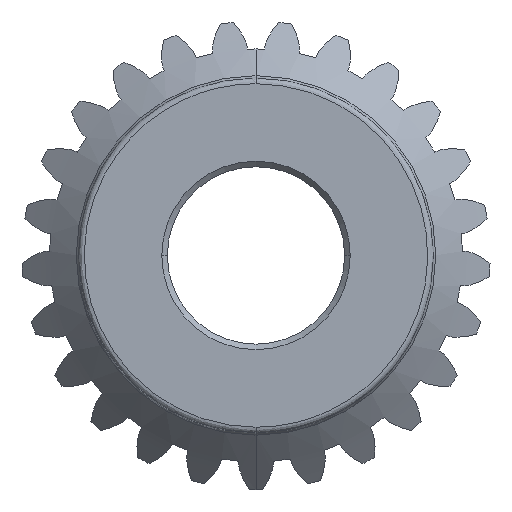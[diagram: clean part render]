
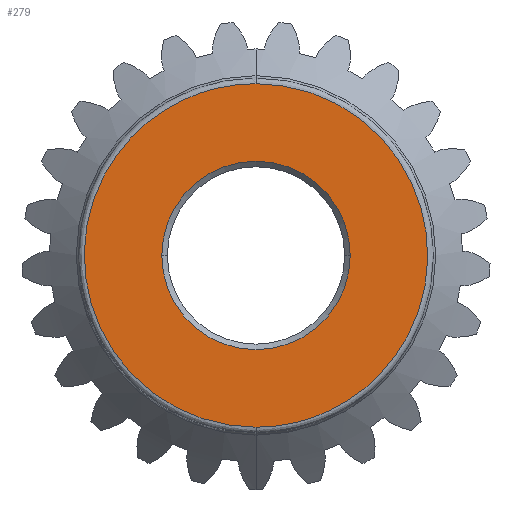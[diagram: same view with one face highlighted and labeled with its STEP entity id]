
A CAD part, front view. The second image highlights one B-rep face of the part: STEP entity #279.
In plain terms, the highlighted planar face has unit normal (0, -1, 0).
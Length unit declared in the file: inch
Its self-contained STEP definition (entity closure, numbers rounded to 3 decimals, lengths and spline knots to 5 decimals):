
#55 = CARTESIAN_POINT ( 'NONE',  ( 0.5315, -0.36672, 0.00623 ) ) ;
#85 = CARTESIAN_POINT ( 'NONE',  ( -0.5315, -0.36672, 0.00623 ) ) ;
#97 = CARTESIAN_POINT ( 'NONE',  ( 0., -0.36672, 0.97498 ) ) ;
#188 = CARTESIAN_POINT ( 'NONE',  ( 0., -0.36672, -0.96252 ) ) ;
#279 = ADVANCED_FACE ( 'NONE', ( #3927, #3778 ), #1261, .T. ) ;
#896 = CARTESIAN_POINT ( 'NONE',  ( 0., -0.36672, 0.97498 ) ) ;
#904 = CARTESIAN_POINT ( 'NONE',  ( 1.9375, -0.36672, 0.97498 ) ) ;
#905 = CARTESIAN_POINT ( 'NONE',  ( 1.9375, -0.36672, -0.96252 ) ) ;
#906 = CARTESIAN_POINT ( 'NONE',  ( 0., -0.36672, -0.96252 ) ) ;
#1258 = DIRECTION ( 'NONE',  ( 0., 0., -1. ) ) ;
#1259 = DIRECTION ( 'NONE',  ( 0., -1., 0. ) ) ;
#1261 = PLANE ( 'NONE',  #8218 ) ;
#1262 = CARTESIAN_POINT ( 'NONE',  ( 0., -0.36672, -0.99377 ) ) ;
#2800 = VERTEX_POINT ( 'NONE', #188 ) ;
#2959 = VERTEX_POINT ( 'NONE', #97 ) ;
#2974 = VERTEX_POINT ( 'NONE', #85 ) ;
#3063 = VERTEX_POINT ( 'NONE', #55 ) ;
#3571 = CIRCLE ( 'NONE', #4563, 0.5315 ) ;
#3631 = CIRCLE ( 'NONE', #4512, 0.5315 ) ;
#3681 = ORIENTED_EDGE ( 'NONE', *, *, #8145, .F. ) ;
#3699 = ORIENTED_EDGE ( 'NONE', *, *, #8177, .F. ) ;
#3710 = ORIENTED_EDGE ( 'NONE', *, *, #8214, .T. ) ;
#3711 = ORIENTED_EDGE ( 'NONE', *, *, #8220, .T. ) ;
#3778 = FACE_OUTER_BOUND ( 'NONE', #4294, .T. ) ;
#3927 = FACE_BOUND ( 'NONE', #4371, .T. ) ;
#4294 = EDGE_LOOP ( 'NONE', ( #3699, #3681 ) ) ;
#4371 = EDGE_LOOP ( 'NONE', ( #3711, #3710 ) ) ;
#4512 = AXIS2_PLACEMENT_3D ( 'NONE', #7663, #7677, #7678 ) ;
#4563 = AXIS2_PLACEMENT_3D ( 'NONE', #7656, #7658, #7659 ) ;
#7428 = CARTESIAN_POINT ( 'NONE',  ( 0., -0.36672, -0.96252 ) ) ;
#7437 = CARTESIAN_POINT ( 'NONE',  ( -1.9375, -0.36672, -0.96252 ) ) ;
#7438 = CARTESIAN_POINT ( 'NONE',  ( -1.9375, -0.36672, 0.97498 ) ) ;
#7439 = CARTESIAN_POINT ( 'NONE',  ( 0., -0.36672, 0.97498 ) ) ;
#7656 = CARTESIAN_POINT ( 'NONE',  ( 0., -0.36672, 0.00623 ) ) ;
#7658 = DIRECTION ( 'NONE',  ( 0., 1., 0. ) ) ;
#7659 = DIRECTION ( 'NONE',  ( -1., 0., 0. ) ) ;
#7663 = CARTESIAN_POINT ( 'NONE',  ( 0., -0.36672, 0.00623 ) ) ;
#7677 = DIRECTION ( 'NONE',  ( 0., 1., 0. ) ) ;
#7678 = DIRECTION ( 'NONE',  ( -1., 0., 0. ) ) ;
#8145 = EDGE_CURVE ( 'NONE', #2959, #2800, #8621, .T. ) ;
#8177 = EDGE_CURVE ( 'NONE', #2800, #2959, #8579, .T. ) ;
#8214 = EDGE_CURVE ( 'NONE', #3063, #2974, #3571, .T. ) ;
#8218 = AXIS2_PLACEMENT_3D ( 'NONE', #1262, #1259, #1258 ) ;
#8220 = EDGE_CURVE ( 'NONE', #2974, #3063, #3631, .T. ) ;
#8579 =( BOUNDED_CURVE ( )  B_SPLINE_CURVE ( 3, ( #7428, #7437, #7438, #7439 ),
 .UNSPECIFIED., .F., .T. ) 
 B_SPLINE_CURVE_WITH_KNOTS ( ( 4, 4 ),
 ( 0., 0.5 ),
 .UNSPECIFIED. ) 
 CURVE ( )  GEOMETRIC_REPRESENTATION_ITEM ( )  RATIONAL_B_SPLINE_CURVE ( ( 1., 0.333, 0.333, 1. ) ) 
 REPRESENTATION_ITEM ( '' )  );
#8621 =( BOUNDED_CURVE ( )  B_SPLINE_CURVE ( 3, ( #896, #904, #905, #906 ),
 .UNSPECIFIED., .F., .F. ) 
 B_SPLINE_CURVE_WITH_KNOTS ( ( 4, 4 ),
 ( 0.5, 1. ),
 .UNSPECIFIED. ) 
 CURVE ( )  GEOMETRIC_REPRESENTATION_ITEM ( )  RATIONAL_B_SPLINE_CURVE ( ( 1., 0.333, 0.333, 1. ) ) 
 REPRESENTATION_ITEM ( '' )  );
